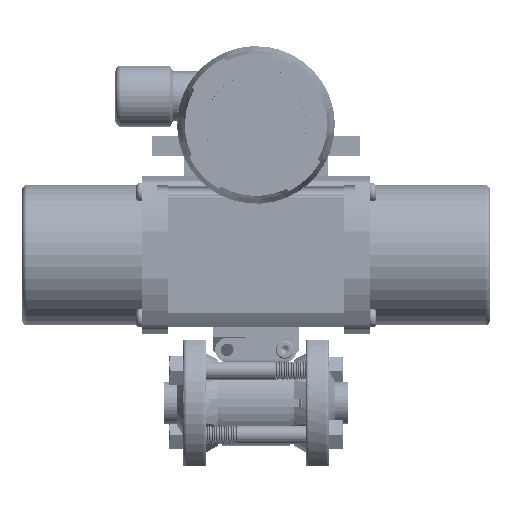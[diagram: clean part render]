
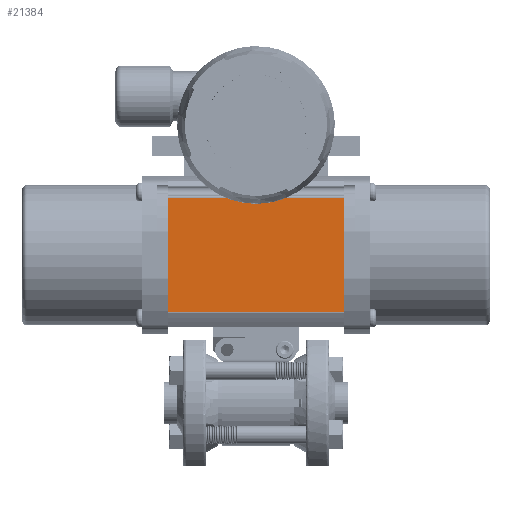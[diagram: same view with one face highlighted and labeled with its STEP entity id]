
A CAD part, top view. The second image highlights one B-rep face of the part: STEP entity #21384.
In plain terms, the highlighted planar face has unit normal (0, 0, 1).
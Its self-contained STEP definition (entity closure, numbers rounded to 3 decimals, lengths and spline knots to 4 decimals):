
#2742 = AXIS2_PLACEMENT_3D ( 'NONE', #76026, #7540, #127923 ) ;
#7540 = DIRECTION ( 'NONE',  ( 0., 0., -1. ) ) ;
#11987 = VECTOR ( 'NONE', #27153, 39.3701 ) ;
#21384 = ADVANCED_FACE ( 'NONE', ( #69249 ), #213325, .F. ) ;
#24132 = EDGE_LOOP ( 'NONE', ( #38698, #218913, #27628, #129419 ) ) ;
#27153 = DIRECTION ( 'NONE',  ( 0., -1., 0. ) ) ;
#27562 = DIRECTION ( 'NONE',  ( 1., 0., 0. ) ) ;
#27628 = ORIENTED_EDGE ( 'NONE', *, *, #89644, .F. ) ;
#33196 = VERTEX_POINT ( 'NONE', #177664 ) ;
#38698 = ORIENTED_EDGE ( 'NONE', *, *, #142607, .F. ) ;
#62209 = CARTESIAN_POINT ( 'NONE',  ( -5.0403, 1.5679, 1.17 ) ) ;
#69249 = FACE_OUTER_BOUND ( 'NONE', #24132, .T. ) ;
#72584 = EDGE_CURVE ( 'NONE', #126136, #83708, #219876, .T. ) ;
#76026 = CARTESIAN_POINT ( 'NONE',  ( -5.0403, 3.5694, 1.17 ) ) ;
#76205 = DIRECTION ( 'NONE',  ( -1., 0., 0. ) ) ;
#77904 = VERTEX_POINT ( 'NONE', #177582 ) ;
#83708 = VERTEX_POINT ( 'NONE', #115280 ) ;
#85342 = EDGE_CURVE ( 'NONE', #77904, #33196, #130847, .T. ) ;
#85779 = VECTOR ( 'NONE', #143901, 39.3701 ) ;
#89644 = EDGE_CURVE ( 'NONE', #77904, #83708, #101953, .T. ) ;
#92096 = CARTESIAN_POINT ( 'NONE',  ( -1.5275, 3.5694, 1.17 ) ) ;
#101953 = LINE ( 'NONE', #92096, #85779 ) ;
#115280 = CARTESIAN_POINT ( 'NONE',  ( -1.5275, 3.5621, 1.17 ) ) ;
#120270 = CARTESIAN_POINT ( 'NONE',  ( 1.5275, 3.5621, 1.17 ) ) ;
#125421 = VECTOR ( 'NONE', #27562, 39.3701 ) ;
#126136 = VERTEX_POINT ( 'NONE', #120270 ) ;
#127923 = DIRECTION ( 'NONE',  ( 0., -1., 0. ) ) ;
#129419 = ORIENTED_EDGE ( 'NONE', *, *, #85342, .T. ) ;
#130847 = LINE ( 'NONE', #62209, #125421 ) ;
#142607 = EDGE_CURVE ( 'NONE', #126136, #33196, #189314, .T. ) ;
#143901 = DIRECTION ( 'NONE',  ( 0., 1., 0. ) ) ;
#144584 = CARTESIAN_POINT ( 'NONE',  ( -5.0403, 3.5621, 1.17 ) ) ;
#147475 = CARTESIAN_POINT ( 'NONE',  ( 1.5275, 3.5694, 1.17 ) ) ;
#174192 = VECTOR ( 'NONE', #76205, 39.3701 ) ;
#177582 = CARTESIAN_POINT ( 'NONE',  ( -1.5275, 1.5679, 1.17 ) ) ;
#177664 = CARTESIAN_POINT ( 'NONE',  ( 1.5275, 1.5679, 1.17 ) ) ;
#189314 = LINE ( 'NONE', #147475, #11987 ) ;
#213325 = PLANE ( 'NONE',  #2742 ) ;
#218913 = ORIENTED_EDGE ( 'NONE', *, *, #72584, .T. ) ;
#219876 = LINE ( 'NONE', #144584, #174192 ) ;
